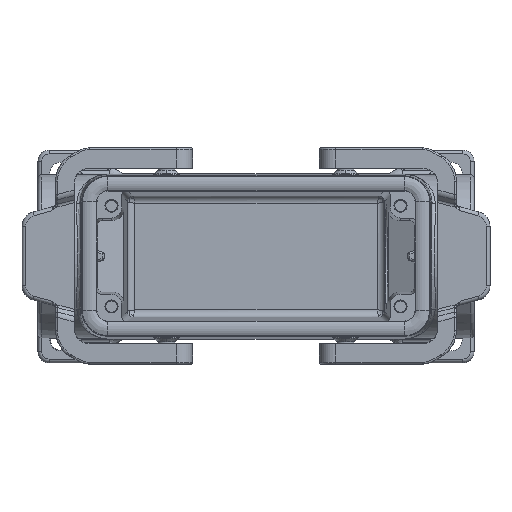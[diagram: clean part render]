
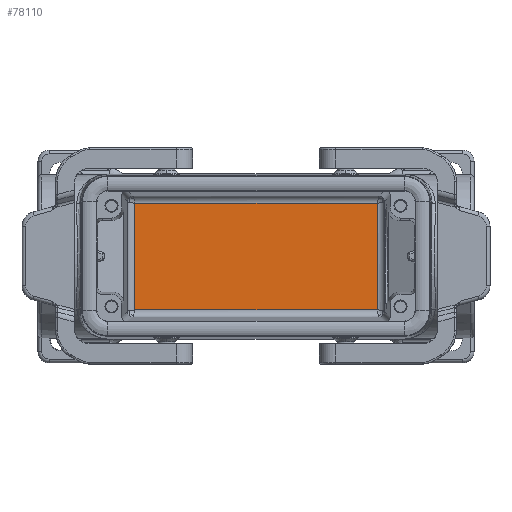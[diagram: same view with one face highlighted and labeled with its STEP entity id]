
A CAD part, top view. The second image highlights one B-rep face of the part: STEP entity #78110.
In plain terms, the highlighted planar face has unit normal (0, 0, 1).
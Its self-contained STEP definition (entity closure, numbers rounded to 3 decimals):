
#44040=CARTESIAN_POINT('',(106.102,54.488,
3.));
#44050=VERTEX_POINT('',#44040);
#44080=CARTESIAN_POINT('',(0.,54.488,3.));
#44090=DIRECTION('',(-1.,0.,0.));
#44100=VECTOR('',#44090,1.);
#44110=LINE('',#44080,#44100);
#44120=CARTESIAN_POINT('',(41.035,54.488,
3.));
#44130=VERTEX_POINT('',#44120);
#44140=EDGE_CURVE('',#44050,#44130,#44110,.T.);
#67000=CARTESIAN_POINT('',(41.035,25.922,
3.));
#67010=VERTEX_POINT('',#67000);
#72000=CARTESIAN_POINT('',(0.,25.922,3.));
#72010=DIRECTION('',(1.,0.,0.));
#72020=VECTOR('',#72010,1.);
#72030=LINE('',#72000,#72020);
#72040=CARTESIAN_POINT('',(106.102,25.922,
3.));
#72050=VERTEX_POINT('',#72040);
#72060=EDGE_CURVE('',#67010,#72050,#72030,.T.);
#73300=CARTESIAN_POINT('',(106.102,0.,
3.));
#73310=DIRECTION('',(0.,1.,0.));
#73320=VECTOR('',#73310,1.);
#73330=LINE('',#73300,#73320);
#73340=EDGE_CURVE('',#72050,#44050,#73330,.T.);
#74470=CARTESIAN_POINT('',(41.035,0.,
3.));
#74480=DIRECTION('',(0.,1.,0.));
#74490=VECTOR('',#74480,1.);
#74500=LINE('',#74470,#74490);
#74510=EDGE_CURVE('',#67010,#44130,#74500,.T.);
#78000=CARTESIAN_POINT('',(97.269,40.205,3.));
#78010=DIRECTION('',(0.,0.,1.));
#78020=DIRECTION('',(-1.,0.,0.));
#78030=AXIS2_PLACEMENT_3D('',#78000,#78010,#78020);
#78040=PLANE('',#78030);
#78050=ORIENTED_EDGE('',*,*,#72060,.T.);
#78060=ORIENTED_EDGE('',*,*,#74510,.F.);
#78070=ORIENTED_EDGE('',*,*,#44140,.T.);
#78080=ORIENTED_EDGE('',*,*,#73340,.T.);
#78090=EDGE_LOOP('',(#78080,#78070,#78060,#78050));
#78100=FACE_OUTER_BOUND('',#78090,.T.);
#78110=ADVANCED_FACE('',(#78100),#78040,.T.);
